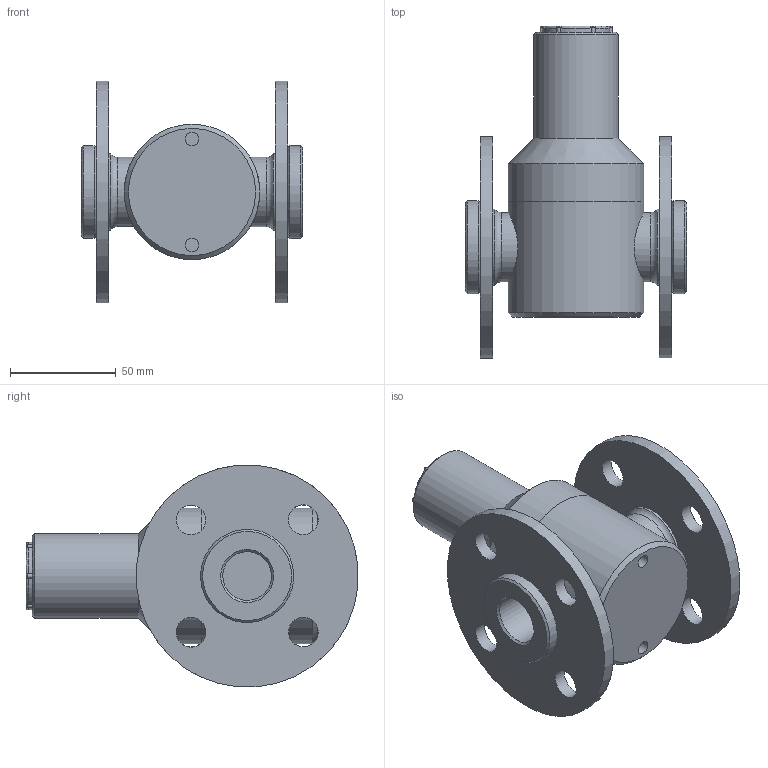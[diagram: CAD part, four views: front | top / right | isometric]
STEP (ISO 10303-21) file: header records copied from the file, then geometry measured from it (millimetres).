
FILE_DESCRIPTION (( 'STEP AP214' ), '1' );
FILE_NAME ('3-4-1104-0X-PN16.step', '2019-07-24T10:59:37', ( '' ), ( '' ), 'SwSTEP 2.0', 'SolidWorks 2019', '' );
FILE_SCHEMA (( 'AUTOMOTIVE_DESIGN' ));
Length unit declared in the file: millimetre
Products named in the file (13): 3-4 PN16 BR; 25mm Dust Cap; three quarter inch Flange stub; PVC Bonnet all size_25mm PVC-304; PVC Bonnet all size; Body detail_25mm or 3-4; 3-4-1104-0X-PN16; Body detail
Assembly tree (7 placements, depth 2):
  3-4 PN16 BR
  25mm Dust Cap
  PVC Bonnet all size
  3-4 PN16 BR
  three quarter inch Flange stub
Bounding box: 104.51 x 156.71 x 104.61 mm (x, y, z)
Volume: 417127.6 mm3; surface area: 96861.4 mm2
Topology: 7 solids, 7 shells, 85 faces, 187 edges, 122 vertices
Faces by surface type: cylinder 39, plane 26, cone 11, torus 9
Full cylindrical faces by diameter (mm): 6.35 x2, 14 x8, 23 x2, 32.8 x4, 36 x2, 36.5 x2, 40 x1, 44 x2, 64 x2, 105 x2
Entity records: 2243 total; most frequent: CARTESIAN_POINT 620, DIRECTION 302, ORIENTED_EDGE 202, AXIS2_PLACEMENT_3D 145, EDGE_LOOP 114, EDGE_CURVE 101, FACE_OUTER_BOUND 90, VERTEX_POINT 83
